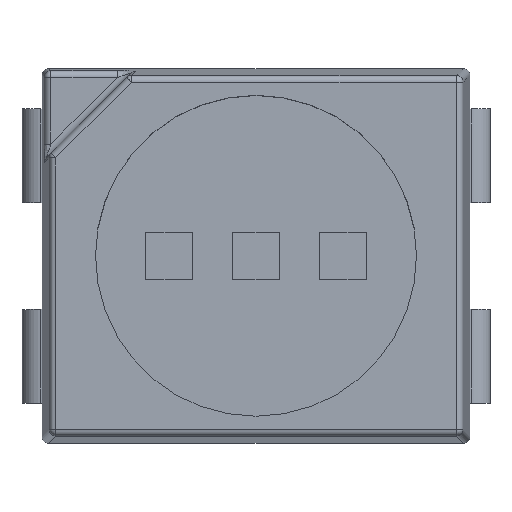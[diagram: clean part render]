
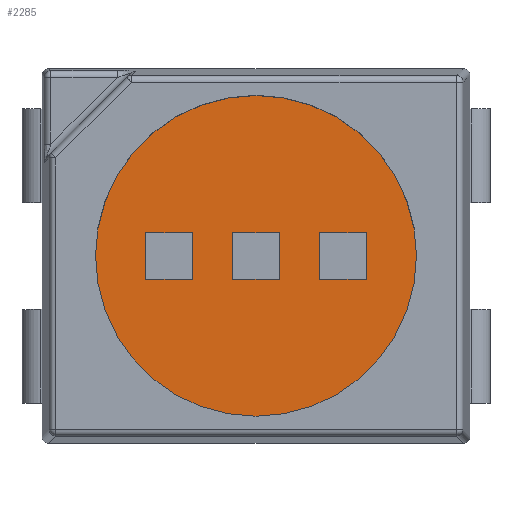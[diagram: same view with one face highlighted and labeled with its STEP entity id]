
A CAD part, top view. The second image highlights one B-rep face of the part: STEP entity #2285.
In plain terms, the highlighted planar face has unit normal (0, 0, 1).
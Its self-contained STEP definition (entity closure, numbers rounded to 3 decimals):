
#18=FACE_BOUND('',#414,.T.);
#19=FACE_BOUND('',#415,.T.);
#20=FACE_BOUND('',#416,.T.);
#58=CIRCLE('',#2369,1.2);
#273=FACE_OUTER_BOUND('',#413,.T.);
#413=EDGE_LOOP('',(#1774));
#414=EDGE_LOOP('',(#1775,#1776,#1777,#1778));
#415=EDGE_LOOP('',(#1779,#1780,#1781,#1782));
#416=EDGE_LOOP('',(#1783,#1784,#1785,#1786));
#469=LINE('',#3276,#691);
#473=LINE('',#3284,#695);
#476=LINE('',#3290,#698);
#479=LINE('',#3295,#701);
#481=LINE('',#3301,#703);
#485=LINE('',#3309,#707);
#488=LINE('',#3315,#710);
#491=LINE('',#3320,#713);
#493=LINE('',#3326,#715);
#497=LINE('',#3334,#719);
#500=LINE('',#3340,#722);
#503=LINE('',#3345,#725);
#691=VECTOR('',#2588,10.);
#695=VECTOR('',#2594,10.);
#698=VECTOR('',#2599,10.);
#701=VECTOR('',#2604,10.);
#703=VECTOR('',#2610,10.);
#707=VECTOR('',#2616,10.);
#710=VECTOR('',#2621,10.);
#713=VECTOR('',#2626,10.);
#715=VECTOR('',#2632,10.);
#719=VECTOR('',#2638,10.);
#722=VECTOR('',#2643,10.);
#725=VECTOR('',#2648,10.);
#913=VERTEX_POINT('',#3274);
#914=VERTEX_POINT('',#3275);
#917=VERTEX_POINT('',#3283);
#919=VERTEX_POINT('',#3289);
#921=VERTEX_POINT('',#3299);
#922=VERTEX_POINT('',#3300);
#925=VERTEX_POINT('',#3308);
#927=VERTEX_POINT('',#3314);
#929=VERTEX_POINT('',#3324);
#930=VERTEX_POINT('',#3325);
#933=VERTEX_POINT('',#3333);
#935=VERTEX_POINT('',#3339);
#938=VERTEX_POINT('',#3351);
#1104=EDGE_CURVE('',#913,#914,#469,.T.);
#1108=EDGE_CURVE('',#914,#917,#473,.T.);
#1111=EDGE_CURVE('',#917,#919,#476,.T.);
#1114=EDGE_CURVE('',#919,#913,#479,.T.);
#1116=EDGE_CURVE('',#921,#922,#481,.T.);
#1120=EDGE_CURVE('',#922,#925,#485,.T.);
#1123=EDGE_CURVE('',#925,#927,#488,.T.);
#1126=EDGE_CURVE('',#927,#921,#491,.T.);
#1128=EDGE_CURVE('',#929,#930,#493,.T.);
#1132=EDGE_CURVE('',#930,#933,#497,.T.);
#1135=EDGE_CURVE('',#933,#935,#500,.T.);
#1138=EDGE_CURVE('',#935,#929,#503,.T.);
#1142=EDGE_CURVE('',#938,#938,#58,.T.);
#1774=ORIENTED_EDGE('',*,*,#1142,.F.);
#1775=ORIENTED_EDGE('',*,*,#1104,.T.);
#1776=ORIENTED_EDGE('',*,*,#1108,.T.);
#1777=ORIENTED_EDGE('',*,*,#1111,.T.);
#1778=ORIENTED_EDGE('',*,*,#1114,.T.);
#1779=ORIENTED_EDGE('',*,*,#1116,.T.);
#1780=ORIENTED_EDGE('',*,*,#1120,.T.);
#1781=ORIENTED_EDGE('',*,*,#1123,.T.);
#1782=ORIENTED_EDGE('',*,*,#1126,.T.);
#1783=ORIENTED_EDGE('',*,*,#1128,.T.);
#1784=ORIENTED_EDGE('',*,*,#1132,.T.);
#1785=ORIENTED_EDGE('',*,*,#1135,.T.);
#1786=ORIENTED_EDGE('',*,*,#1138,.T.);
#2098=PLANE('',#2507);
#2285=ADVANCED_FACE('',(#273,#18,#19,#20),#2098,.T.);
#2369=AXIS2_PLACEMENT_3D('',#3353,#2657,#2658);
#2507=AXIS2_PLACEMENT_3D('',#3817,#3014,#3015);
#2588=DIRECTION('',(-1.,0.,0.));
#2594=DIRECTION('',(0.,1.,0.));
#2599=DIRECTION('',(1.,0.,0.));
#2604=DIRECTION('',(0.,-1.,0.));
#2610=DIRECTION('',(-1.,0.,0.));
#2616=DIRECTION('',(0.,1.,0.));
#2621=DIRECTION('',(1.,0.,0.));
#2626=DIRECTION('',(0.,-1.,0.));
#2632=DIRECTION('',(0.,1.,0.));
#2638=DIRECTION('',(1.,0.,0.));
#2643=DIRECTION('',(0.,-1.,0.));
#2648=DIRECTION('',(-1.,0.,0.));
#2657=DIRECTION('center_axis',(0.,0.,-1.));
#2658=DIRECTION('ref_axis',(-1.,0.,0.));
#3014=DIRECTION('center_axis',(0.,0.,1.));
#3015=DIRECTION('ref_axis',(-1.,0.,0.));
#3274=CARTESIAN_POINT('',(0.825,-0.175,1.338));
#3275=CARTESIAN_POINT('',(0.475,-0.175,1.338));
#3276=CARTESIAN_POINT('',(0.238,-0.175,1.338));
#3283=CARTESIAN_POINT('',(0.475,0.175,1.338));
#3284=CARTESIAN_POINT('',(0.475,0.087,1.338));
#3289=CARTESIAN_POINT('',(0.825,0.175,1.338));
#3290=CARTESIAN_POINT('',(0.413,0.175,1.338));
#3295=CARTESIAN_POINT('',(0.825,-0.088,1.338));
#3299=CARTESIAN_POINT('',(0.175,-0.175,1.338));
#3300=CARTESIAN_POINT('',(-0.175,-0.175,1.338));
#3301=CARTESIAN_POINT('',(-0.088,-0.175,1.338));
#3308=CARTESIAN_POINT('',(-0.175,0.175,1.338));
#3309=CARTESIAN_POINT('',(-0.175,0.087,1.338));
#3314=CARTESIAN_POINT('',(0.175,0.175,1.338));
#3315=CARTESIAN_POINT('',(0.088,0.175,1.338));
#3320=CARTESIAN_POINT('',(0.175,-0.088,1.338));
#3324=CARTESIAN_POINT('',(-0.825,-0.175,1.338));
#3325=CARTESIAN_POINT('',(-0.825,0.175,1.338));
#3326=CARTESIAN_POINT('',(-0.825,0.087,1.338));
#3333=CARTESIAN_POINT('',(-0.475,0.175,1.338));
#3334=CARTESIAN_POINT('',(-0.238,0.175,1.338));
#3339=CARTESIAN_POINT('',(-0.475,-0.175,1.338));
#3340=CARTESIAN_POINT('',(-0.475,-0.088,1.338));
#3345=CARTESIAN_POINT('',(-0.413,-0.175,1.338));
#3351=CARTESIAN_POINT('',(1.2,0.,1.338));
#3353=CARTESIAN_POINT('Origin',(0.,0.,1.338));
#3817=CARTESIAN_POINT('Origin',(0.,0.,1.338));
